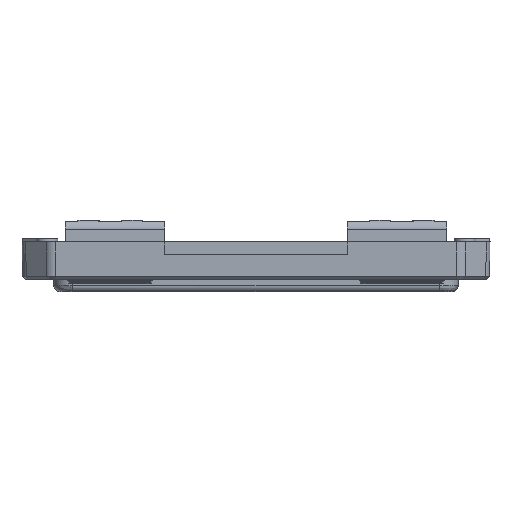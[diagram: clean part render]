
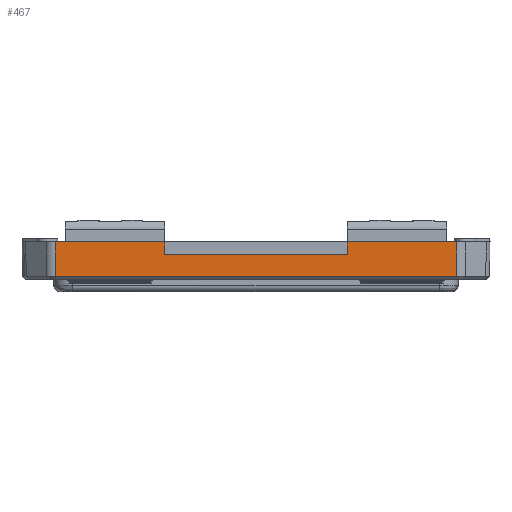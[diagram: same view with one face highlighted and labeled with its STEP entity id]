
A CAD part, left-side view. The second image highlights one B-rep face of the part: STEP entity #467.
In plain terms, the highlighted planar face has unit normal (-1, 0, -0.018).
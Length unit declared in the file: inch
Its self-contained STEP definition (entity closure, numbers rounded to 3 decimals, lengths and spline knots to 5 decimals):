
#202 = VECTOR ( 'NONE', #6433, 39.37008 ) ;
#467 = ADVANCED_FACE ( 'NONE', ( #10614 ), #7406, .T. ) ;
#1104 = ORIENTED_EDGE ( 'NONE', *, *, #2750, .T. ) ;
#1201 = CARTESIAN_POINT ( 'NONE',  ( -4.87814, 1.83686, 0.75 ) ) ;
#1395 = LINE ( 'NONE', #14469, #20243 ) ;
#1402 = DIRECTION ( 'NONE',  ( 0.017, 0.007, -1. ) ) ;
#1519 = DIRECTION ( 'NONE',  ( -0.017, -0.017, 1. ) ) ;
#1653 = ORIENTED_EDGE ( 'NONE', *, *, #20829, .T. ) ;
#1735 = VERTEX_POINT ( 'NONE', #16354 ) ;
#2040 = AXIS2_PLACEMENT_3D ( 'NONE', #3970, #20878, #20662 ) ;
#2086 = ORIENTED_EDGE ( 'NONE', *, *, #18169, .T. ) ;
#2383 = CARTESIAN_POINT ( 'NONE',  ( -4.87814, 1.83686, 0.75 ) ) ;
#2517 = LINE ( 'NONE', #14353, #7646 ) ;
#2717 = EDGE_CURVE ( 'NONE', #3171, #11186, #18354, .T. ) ;
#2750 = EDGE_CURVE ( 'NONE', #6215, #4142, #2517, .T. ) ;
#3023 = DIRECTION ( 'NONE',  ( 0., 1., 0. ) ) ;
#3171 = VERTEX_POINT ( 'NONE', #2383 ) ;
#3324 = VECTOR ( 'NONE', #1402, 39.37008 ) ;
#3582 = ORIENTED_EDGE ( 'NONE', *, *, #20618, .F. ) ;
#3952 = DIRECTION ( 'NONE',  ( 0.017, -0.017, -1. ) ) ;
#3970 = CARTESIAN_POINT ( 'NONE',  ( -4.8825, 4.1335, 1. ) ) ;
#4142 = VERTEX_POINT ( 'NONE', #9944 ) ;
#5000 = CARTESIAN_POINT ( 'NONE',  ( -4.8825, 4.1335, 1. ) ) ;
#5124 = VECTOR ( 'NONE', #3023, 39.37008 ) ;
#6064 = EDGE_CURVE ( 'NONE', #4142, #3171, #13821, .T. ) ;
#6215 = VERTEX_POINT ( 'NONE', #13676 ) ;
#6433 = DIRECTION ( 'NONE',  ( 0., 1., 0. ) ) ;
#6451 = CARTESIAN_POINT ( 'NONE',  ( -4.8825, -3.8325, 1. ) ) ;
#6706 = ORIENTED_EDGE ( 'NONE', *, *, #2717, .T. ) ;
#6720 = CARTESIAN_POINT ( 'NONE',  ( -4.88199, -4.02975, 0.97087 ) ) ;
#6910 = LINE ( 'NONE', #12011, #16782 ) ;
#7171 = CARTESIAN_POINT ( 'NONE',  ( -4.87814, 4.1335, 0.75 ) ) ;
#7406 = PLANE ( 'NONE',  #2040 ) ;
#7646 = VECTOR ( 'NONE', #3952, 39.37008 ) ;
#8091 = LINE ( 'NONE', #14837, #202 ) ;
#8570 = CARTESIAN_POINT ( 'NONE',  ( -4.8825, 4.1335, 1. ) ) ;
#9274 = CARTESIAN_POINT ( 'NONE',  ( -4.87046, -4.02497, 0.30999 ) ) ;
#9658 = VERTEX_POINT ( 'NONE', #10998 ) ;
#9754 = VECTOR ( 'NONE', #16410, 39.37008 ) ;
#9880 = EDGE_CURVE ( 'NONE', #11186, #1735, #20146, .T. ) ;
#9944 = CARTESIAN_POINT ( 'NONE',  ( -4.87814, -1.83686, 0.75 ) ) ;
#10614 = FACE_OUTER_BOUND ( 'NONE', #19539, .T. ) ;
#10668 = DIRECTION ( 'NONE',  ( 0., 1., 0. ) ) ;
#10998 = CARTESIAN_POINT ( 'NONE',  ( -4.87046, 4.02497, 0.30999 ) ) ;
#11186 = VERTEX_POINT ( 'NONE', #20453 ) ;
#11412 = CARTESIAN_POINT ( 'NONE',  ( -4.8825, 4.02996, 1. ) ) ;
#11595 = ORIENTED_EDGE ( 'NONE', *, *, #9880, .T. ) ;
#12011 = CARTESIAN_POINT ( 'NONE',  ( -4.87046, -0.00002, 0.30999 ) ) ;
#12037 = EDGE_CURVE ( 'NONE', #1735, #21766, #8091, .T. ) ;
#13571 = VECTOR ( 'NONE', #20545, 39.37008 ) ;
#13676 = CARTESIAN_POINT ( 'NONE',  ( -4.8825, -1.8325, 1. ) ) ;
#13772 = DIRECTION ( 'NONE',  ( 0., 1., 0. ) ) ;
#13821 = LINE ( 'NONE', #7171, #13571 ) ;
#14180 = ORIENTED_EDGE ( 'NONE', *, *, #6064, .T. ) ;
#14346 = VERTEX_POINT ( 'NONE', #9274 ) ;
#14353 = CARTESIAN_POINT ( 'NONE',  ( -4.8825, -1.8325, 1. ) ) ;
#14469 = CARTESIAN_POINT ( 'NONE',  ( -4.8825, 4.02996, 1. ) ) ;
#14700 = VECTOR ( 'NONE', #1519, 39.37008 ) ;
#14743 = VERTEX_POINT ( 'NONE', #6451 ) ;
#14837 = CARTESIAN_POINT ( 'NONE',  ( -4.8825, 4.1335, 1. ) ) ;
#14898 = LINE ( 'NONE', #6720, #3324 ) ;
#15211 = VERTEX_POINT ( 'NONE', #21640 ) ;
#15515 = ORIENTED_EDGE ( 'NONE', *, *, #16029, .T. ) ;
#16029 = EDGE_CURVE ( 'NONE', #14743, #6215, #17408, .T. ) ;
#16354 = CARTESIAN_POINT ( 'NONE',  ( -4.8825, 3.8325, 1. ) ) ;
#16410 = DIRECTION ( 'NONE',  ( 0., 1., 0. ) ) ;
#16524 = ORIENTED_EDGE ( 'NONE', *, *, #12037, .T. ) ;
#16562 = DIRECTION ( 'NONE',  ( 0.017, -0.007, -1. ) ) ;
#16782 = VECTOR ( 'NONE', #13772, 39.37008 ) ;
#16846 = LINE ( 'NONE', #18394, #5124 ) ;
#17408 = LINE ( 'NONE', #8570, #20595 ) ;
#18169 = EDGE_CURVE ( 'NONE', #21766, #9658, #1395, .T. ) ;
#18354 = LINE ( 'NONE', #1201, #14700 ) ;
#18394 = CARTESIAN_POINT ( 'NONE',  ( -4.8825, 4.1335, 1. ) ) ;
#19373 = EDGE_CURVE ( 'NONE', #15211, #14346, #14898, .T. ) ;
#19539 = EDGE_LOOP ( 'NONE', ( #1104, #14180, #6706, #11595, #16524, #2086, #3582, #20775, #1653, #15515 ) ) ;
#20146 = LINE ( 'NONE', #5000, #9754 ) ;
#20243 = VECTOR ( 'NONE', #16562, 39.37008 ) ;
#20453 = CARTESIAN_POINT ( 'NONE',  ( -4.8825, 1.8325, 1. ) ) ;
#20545 = DIRECTION ( 'NONE',  ( 0., 1., 0. ) ) ;
#20595 = VECTOR ( 'NONE', #10668, 39.37008 ) ;
#20618 = EDGE_CURVE ( 'NONE', #14346, #9658, #6910, .T. ) ;
#20662 = DIRECTION ( 'NONE',  ( -0.017, 0., 1. ) ) ;
#20775 = ORIENTED_EDGE ( 'NONE', *, *, #19373, .F. ) ;
#20829 = EDGE_CURVE ( 'NONE', #15211, #14743, #16846, .T. ) ;
#20878 = DIRECTION ( 'NONE',  ( -1., 0., -0.017 ) ) ;
#21640 = CARTESIAN_POINT ( 'NONE',  ( -4.8825, -4.02996, 1. ) ) ;
#21766 = VERTEX_POINT ( 'NONE', #11412 ) ;
